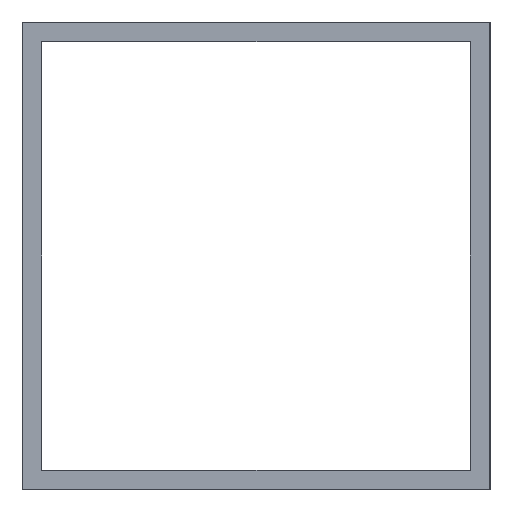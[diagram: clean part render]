
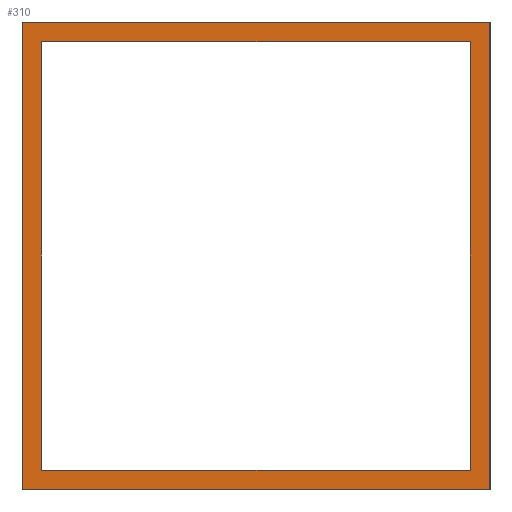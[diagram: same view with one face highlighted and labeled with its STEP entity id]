
A CAD part, left-side view. The second image highlights one B-rep face of the part: STEP entity #310.
In plain terms, the highlighted planar face has unit normal (-1, 0, 0).
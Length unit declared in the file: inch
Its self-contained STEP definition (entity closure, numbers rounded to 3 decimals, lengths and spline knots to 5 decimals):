
#2 = ORIENTED_EDGE ( 'NONE', *, *, #177, .F. ) ;
#6 = EDGE_CURVE ( 'NONE', #35, #336, #56, .T. ) ;
#27 = VECTOR ( 'NONE', #291, 39.37008 ) ;
#28 = FACE_BOUND ( 'NONE', #347, .T. ) ;
#35 = VERTEX_POINT ( 'NONE', #164 ) ;
#45 = AXIS2_PLACEMENT_3D ( 'NONE', #322, #130, #187 ) ;
#47 = CARTESIAN_POINT ( 'NONE',  ( -29.5, 1.5, 1.5 ) ) ;
#52 = LINE ( 'NONE', #338, #339 ) ;
#54 = CARTESIAN_POINT ( 'NONE',  ( -29.5, -1.5, 1.5 ) ) ;
#56 = LINE ( 'NONE', #244, #329 ) ;
#71 = DIRECTION ( 'NONE',  ( 0., -1., 0. ) ) ;
#72 = ORIENTED_EDGE ( 'NONE', *, *, #6, .T. ) ;
#73 = ORIENTED_EDGE ( 'NONE', *, *, #194, .F. ) ;
#77 = CARTESIAN_POINT ( 'NONE',  ( -29.5, -1.5, -1.5 ) ) ;
#80 = DIRECTION ( 'NONE',  ( 0., 0., 1. ) ) ;
#81 = PLANE ( 'NONE',  #45 ) ;
#92 = CARTESIAN_POINT ( 'NONE',  ( -29.5, -1.5, 1.5 ) ) ;
#94 = CARTESIAN_POINT ( 'NONE',  ( -29.5, 0., -1.375 ) ) ;
#100 = EDGE_LOOP ( 'NONE', ( #292, #265, #2, #73 ) ) ;
#101 = CARTESIAN_POINT ( 'NONE',  ( -29.5, -1.375, -1.375 ) ) ;
#104 = VERTEX_POINT ( 'NONE', #280 ) ;
#109 = EDGE_CURVE ( 'NONE', #336, #123, #226, .T. ) ;
#123 = VERTEX_POINT ( 'NONE', #337 ) ;
#125 = VERTEX_POINT ( 'NONE', #47 ) ;
#130 = DIRECTION ( 'NONE',  ( 1., 0., 0. ) ) ;
#145 = VECTOR ( 'NONE', #171, 39.37008 ) ;
#157 = VECTOR ( 'NONE', #205, 39.37008 ) ;
#159 = LINE ( 'NONE', #182, #27 ) ;
#163 = VECTOR ( 'NONE', #71, 39.37008 ) ;
#164 = CARTESIAN_POINT ( 'NONE',  ( -29.5, -1.375, 1.375 ) ) ;
#170 = DIRECTION ( 'NONE',  ( 0., 0., 1. ) ) ;
#171 = DIRECTION ( 'NONE',  ( 0., 1., 0. ) ) ;
#177 = EDGE_CURVE ( 'NONE', #125, #248, #223, .T. ) ;
#179 = CARTESIAN_POINT ( 'NONE',  ( -29.5, 1.375, 1.375 ) ) ;
#182 = CARTESIAN_POINT ( 'NONE',  ( -29.5, -1.5, 1.5 ) ) ;
#187 = DIRECTION ( 'NONE',  ( 0., 0., -1. ) ) ;
#194 = EDGE_CURVE ( 'NONE', #104, #125, #309, .T. ) ;
#205 = DIRECTION ( 'NONE',  ( 0., -1., 0. ) ) ;
#209 = VERTEX_POINT ( 'NONE', #77 ) ;
#212 = CARTESIAN_POINT ( 'NONE',  ( -29.5, 0., 1.375 ) ) ;
#216 = VECTOR ( 'NONE', #80, 39.37008 ) ;
#223 = LINE ( 'NONE', #92, #163 ) ;
#225 = VECTOR ( 'NONE', #170, 39.37008 ) ;
#226 = LINE ( 'NONE', #94, #145 ) ;
#228 = CARTESIAN_POINT ( 'NONE',  ( -29.5, 1.5, 1.5 ) ) ;
#233 = ORIENTED_EDGE ( 'NONE', *, *, #335, .T. ) ;
#235 = LINE ( 'NONE', #344, #216 ) ;
#241 = EDGE_CURVE ( 'NONE', #248, #209, #159, .T. ) ;
#244 = CARTESIAN_POINT ( 'NONE',  ( -29.5, -1.375, 0. ) ) ;
#248 = VERTEX_POINT ( 'NONE', #54 ) ;
#257 = FACE_OUTER_BOUND ( 'NONE', #100, .T. ) ;
#265 = ORIENTED_EDGE ( 'NONE', *, *, #241, .F. ) ;
#269 = DIRECTION ( 'NONE',  ( 0., 0., -1. ) ) ;
#280 = CARTESIAN_POINT ( 'NONE',  ( -29.5, 1.5, -1.5 ) ) ;
#284 = EDGE_CURVE ( 'NONE', #209, #104, #52, .T. ) ;
#287 = VERTEX_POINT ( 'NONE', #179 ) ;
#291 = DIRECTION ( 'NONE',  ( 0., 0., -1. ) ) ;
#292 = ORIENTED_EDGE ( 'NONE', *, *, #284, .F. ) ;
#295 = ORIENTED_EDGE ( 'NONE', *, *, #109, .T. ) ;
#297 = ORIENTED_EDGE ( 'NONE', *, *, #308, .T. ) ;
#308 = EDGE_CURVE ( 'NONE', #287, #35, #345, .T. ) ;
#309 = LINE ( 'NONE', #228, #225 ) ;
#310 = ADVANCED_FACE ( 'NONE', ( #257, #28 ), #81, .F. ) ;
#318 = DIRECTION ( 'NONE',  ( 0., 1., 0. ) ) ;
#322 = CARTESIAN_POINT ( 'NONE',  ( -29.5, 0., 0. ) ) ;
#329 = VECTOR ( 'NONE', #269, 39.37008 ) ;
#335 = EDGE_CURVE ( 'NONE', #123, #287, #235, .T. ) ;
#336 = VERTEX_POINT ( 'NONE', #101 ) ;
#337 = CARTESIAN_POINT ( 'NONE',  ( -29.5, 1.375, -1.375 ) ) ;
#338 = CARTESIAN_POINT ( 'NONE',  ( -29.5, -1.5, -1.5 ) ) ;
#339 = VECTOR ( 'NONE', #318, 39.37008 ) ;
#344 = CARTESIAN_POINT ( 'NONE',  ( -29.5, 1.375, 0. ) ) ;
#345 = LINE ( 'NONE', #212, #157 ) ;
#347 = EDGE_LOOP ( 'NONE', ( #295, #233, #297, #72 ) ) ;
